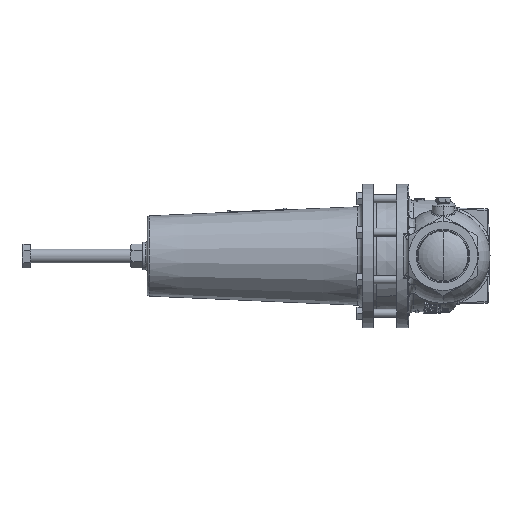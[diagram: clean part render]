
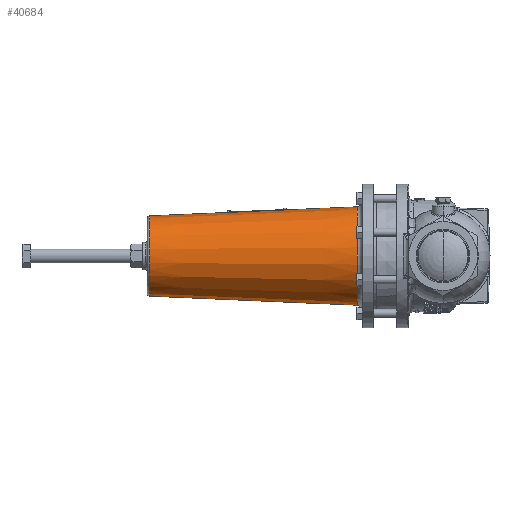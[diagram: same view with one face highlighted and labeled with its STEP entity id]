
A CAD part, left-side view. The second image highlights one B-rep face of the part: STEP entity #40684.
In plain terms, the highlighted conical face has half-angle 2.5 degrees and reference radius 56.85 mm.
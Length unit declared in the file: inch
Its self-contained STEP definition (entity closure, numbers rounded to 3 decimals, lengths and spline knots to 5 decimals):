
#1932 = VERTEX_POINT ( 'NONE', #2448 ) ;
#1978 = VERTEX_POINT ( 'NONE', #68201 ) ;
#2448 = CARTESIAN_POINT ( 'NONE',  ( 0., 3.8941, -2.22776 ) ) ;
#3076 = CARTESIAN_POINT ( 'NONE',  ( 0., 13.28545, 1.81772 ) ) ;
#6661 = EDGE_CURVE ( 'NONE', #16843, #28439, #10456, .T. ) ;
#7141 = CARTESIAN_POINT ( 'NONE',  ( 0., 3.8941, 2.22776 ) ) ;
#8675 = CARTESIAN_POINT ( 'NONE',  ( 0., 13.28545, 0. ) ) ;
#10456 = LINE ( 'NONE', #58251, #37022 ) ;
#12961 = LINE ( 'NONE', #32503, #28831 ) ;
#14010 = DIRECTION ( 'NONE',  ( 0., 0., 1. ) ) ;
#16843 = VERTEX_POINT ( 'NONE', #3076 ) ;
#16960 = CONICAL_SURFACE ( 'NONE', #21026, 2.23819, 0.044 ) ;
#17656 = DIRECTION ( 'NONE',  ( 0., 0., -1. ) ) ;
#18620 = FACE_OUTER_BOUND ( 'NONE', #39904, .T. ) ;
#18646 = CARTESIAN_POINT ( 'NONE',  ( 0., 3.8941, 0. ) ) ;
#21026 = AXIS2_PLACEMENT_3D ( 'NONE', #60116, #49241, #17656 ) ;
#22488 = AXIS2_PLACEMENT_3D ( 'NONE', #18646, #55406, #24038 ) ;
#23812 = CIRCLE ( 'NONE', #34109, 1.81772 ) ;
#24038 = DIRECTION ( 'NONE',  ( 0., 0., -1. ) ) ;
#28439 = VERTEX_POINT ( 'NONE', #7141 ) ;
#28831 = VECTOR ( 'NONE', #33603, 39.37008 ) ;
#32503 = CARTESIAN_POINT ( 'NONE',  ( 0., 3.655, -2.23819 ) ) ;
#33603 = DIRECTION ( 'NONE',  ( 0., -0.999, -0.044 ) ) ;
#34109 = AXIS2_PLACEMENT_3D ( 'NONE', #8675, #45645, #14010 ) ;
#37022 = VECTOR ( 'NONE', #52971, 39.37008 ) ;
#39904 = EDGE_LOOP ( 'NONE', ( #40867, #45735, #46319, #46559 ) ) ;
#40322 = EDGE_CURVE ( 'NONE', #1932, #28439, #44278, .T. ) ;
#40684 = ADVANCED_FACE ( 'NONE', ( #18620 ), #16960, .T. ) ;
#40867 = ORIENTED_EDGE ( 'NONE', *, *, #6661, .F. ) ;
#44278 = CIRCLE ( 'NONE', #22488, 2.22776 ) ;
#45645 = DIRECTION ( 'NONE',  ( 0., -1., 0. ) ) ;
#45735 = ORIENTED_EDGE ( 'NONE', *, *, #55645, .T. ) ;
#46319 = ORIENTED_EDGE ( 'NONE', *, *, #53229, .T. ) ;
#46559 = ORIENTED_EDGE ( 'NONE', *, *, #40322, .T. ) ;
#49241 = DIRECTION ( 'NONE',  ( 0., -1., 0. ) ) ;
#52971 = DIRECTION ( 'NONE',  ( 0., -0.999, 0.044 ) ) ;
#53229 = EDGE_CURVE ( 'NONE', #1978, #1932, #12961, .T. ) ;
#55406 = DIRECTION ( 'NONE',  ( 0., 1., 0. ) ) ;
#55645 = EDGE_CURVE ( 'NONE', #16843, #1978, #23812, .T. ) ;
#58251 = CARTESIAN_POINT ( 'NONE',  ( 0., 3.655, 2.23819 ) ) ;
#60116 = CARTESIAN_POINT ( 'NONE',  ( 0., 3.655, 0. ) ) ;
#68201 = CARTESIAN_POINT ( 'NONE',  ( 0., 13.28545, -1.81772 ) ) ;
